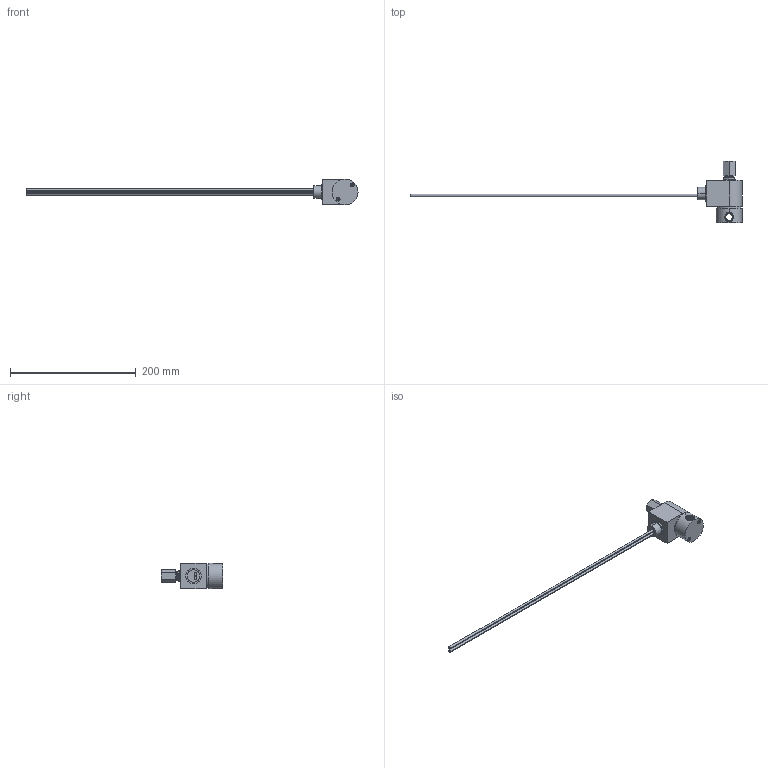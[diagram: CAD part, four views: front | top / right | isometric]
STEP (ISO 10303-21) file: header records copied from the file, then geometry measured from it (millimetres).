
FILE_DESCRIPTION (( 'STEP AP203' ), '1' );
FILE_NAME ('2565N13_Compact Threaded Solenoid Diverting Valve.STEP', '2021-09-08T00:41:05', ( 'Administrator' ), ( 'Managed by Terraform' ), 'SwSTEP 2.0', 'SolidWorks 2017', '' );
FILE_SCHEMA (( 'CONFIG_CONTROL_DESIGN' ));
Length unit declared in the file: inch
Products named in the file (1): 2565N13_Compact Threaded Solenoid Diverting Valve
Bounding box: 527.3 x 97.03 x 41.15 mm (x, y, z)
Volume: 132341.3 mm3; surface area: 34566.4 mm2
Topology: 1 solids, 1 shells, 213 faces, 574 edges, 373 vertices
Faces by surface type: cone 95, cylinder 58, plane 41, bspline 19
Entity records: 29974 total; most frequent: CARTESIAN_POINT 25147, ORIENTED_EDGE 1148, DIRECTION 755, EDGE_CURVE 574, VERTEX_POINT 373, AXIS2_PLACEMENT_3D 275, B_SPLINE_CURVE_WITH_KNOTS 255, EDGE_LOOP 227
